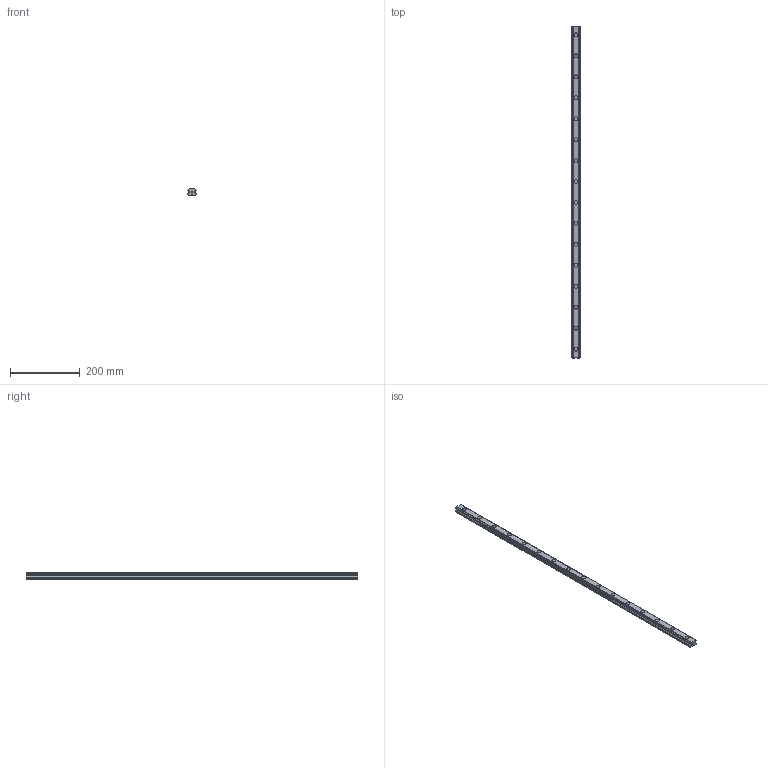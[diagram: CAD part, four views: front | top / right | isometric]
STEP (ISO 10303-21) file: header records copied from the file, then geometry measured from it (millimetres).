
FILE_DESCRIPTION(('STEP AP214'),'1');
FILE_NAME('cctmp_55D2CF18-C9A2-4FB4-A763-197814AA9633_2021_02_09_16_30_03_0441..stp','2021-02-09T15:30:03',('HIWIN GmbH'),('CADClick - www.CADClick.com'),'Spatial InterOp 3D',' ','unknown authorization');
FILE_SCHEMA(('AUTOMOTIVE_DESIGN'));
Length unit declared in the file: millimetre
Products named in the file (1): EGR25R950C_FILE
Bounding box: 23 x 950 x 18 mm (x, y, z)
Volume: 326559.2 mm3; surface area: 88866.8 mm2
Topology: 1 solids, 1 shells, 297 faces, 777 edges, 518 vertices
Faces by surface type: plane 181, cylinder 116
Entity records: 11691 total; most frequent: DIRECTION 1733, CARTESIAN_POINT 1593, ORIENTED_EDGE 1554, EDGE_CURVE 777, AXIS2_PLACEMENT_3D 658, VERTEX_POINT 518, LINE 417, VECTOR 417
